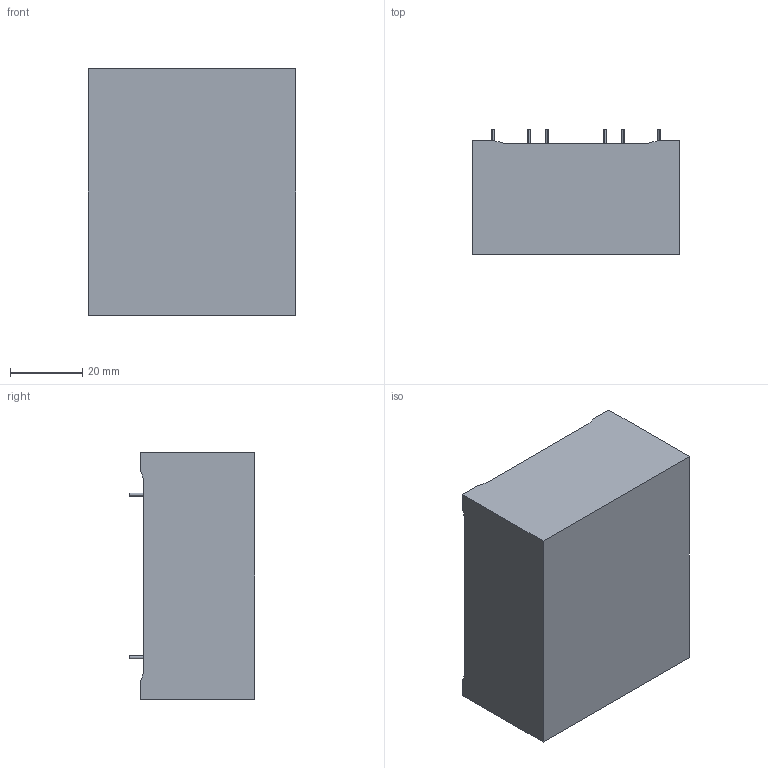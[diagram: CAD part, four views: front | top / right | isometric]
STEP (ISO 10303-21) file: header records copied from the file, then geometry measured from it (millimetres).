
FILE_DESCRIPTION (( 'STEP AP214' ), '1' );
FILE_NAME ('306666.STEP', '2020-10-07T07:26:17', ( '' ), ( '' ), 'SwSTEP 2.0', 'SolidWorks 2018', '' );
FILE_SCHEMA (( 'AUTOMOTIVE_DESIGN' ));
Length unit declared in the file: millimetre
Products named in the file (1): 306666
Bounding box: 57.2 x 34.7 x 68 mm (x, y, z)
Volume: 117096.9 mm3; surface area: 15868.6 mm2
Topology: 1 solids, 1 shells, 68 faces, 160 edges, 104 vertices
Faces by surface type: plane 44, cylinder 24
Entity records: 1982 total; most frequent: DIRECTION 346, CARTESIAN_POINT 333, ORIENTED_EDGE 320, EDGE_CURVE 160, AXIS2_PLACEMENT_3D 117, LINE 112, VECTOR 112, VERTEX_POINT 104
